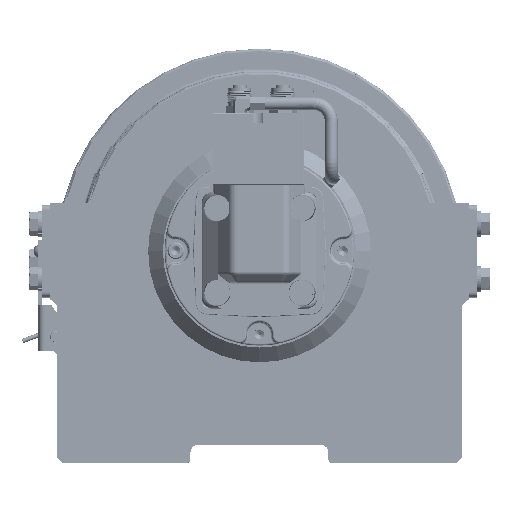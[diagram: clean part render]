
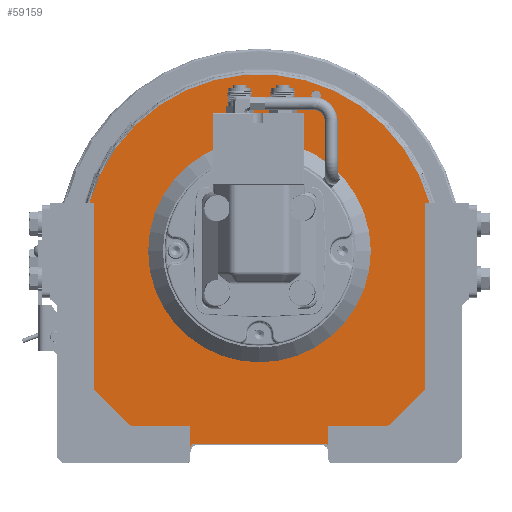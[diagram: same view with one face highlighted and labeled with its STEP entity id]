
A CAD part, top view. The second image highlights one B-rep face of the part: STEP entity #59159.
In plain terms, the highlighted planar face has unit normal (0, 0, 1).
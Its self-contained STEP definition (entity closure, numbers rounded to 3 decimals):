
#2160=FACE_BOUND('',#9556,.T.);
#2161=FACE_BOUND('',#9557,.T.);
#2730=PLANE('',#63781);
#6093=FACE_OUTER_BOUND('',#9555,.T.);
#9555=EDGE_LOOP('',(#45609,#45610,#45611,#45612,#45613,#45614,#45615,#45616,
#45617,#45618,#45619,#45620,#45621,#45622,#45623,#45624,#45625,#45626));
#9556=EDGE_LOOP('',(#45627,#45628));
#9557=EDGE_LOOP('',(#45629,#45630));
#13221=LINE('',#134786,#17103);
#13255=LINE('',#134884,#17137);
#13266=LINE('',#134938,#17148);
#13269=LINE('',#134956,#17151);
#13273=LINE('',#134963,#17155);
#13274=LINE('',#134966,#17156);
#13277=LINE('',#134973,#17159);
#13278=LINE('',#134979,#17160);
#13279=LINE('',#134982,#17161);
#13280=LINE('',#134986,#17162);
#13281=LINE('',#134989,#17163);
#17103=VECTOR('',#74635,1000.);
#17137=VECTOR('',#74693,1000.);
#17148=VECTOR('',#74710,1000.);
#17151=VECTOR('',#74715,1000.);
#17155=VECTOR('',#74721,1000.);
#17156=VECTOR('',#74724,1000.);
#17159=VECTOR('',#74729,1000.);
#17160=VECTOR('',#74736,1000.);
#17161=VECTOR('',#74739,1000.);
#17162=VECTOR('',#74742,1000.);
#17163=VECTOR('',#74745,1000.);
#20685=CIRCLE('',#63551,5.1);
#20686=CIRCLE('',#63552,5.1);
#20749=CIRCLE('',#63641,121.);
#20750=CIRCLE('',#63642,121.);
#20847=CIRCLE('',#63782,3.);
#20848=CIRCLE('',#63783,192.);
#20849=CIRCLE('',#63784,3.);
#20850=CIRCLE('',#63785,3.);
#20851=CIRCLE('',#63786,3.);
#20852=CIRCLE('',#63787,3.);
#20853=CIRCLE('',#63788,3.);
#25691=VERTEX_POINT('',#134291);
#25692=VERTEX_POINT('',#134293);
#25760=VERTEX_POINT('',#134475);
#25761=VERTEX_POINT('',#134476);
#25883=VERTEX_POINT('',#134784);
#25884=VERTEX_POINT('',#134785);
#25915=VERTEX_POINT('',#134872);
#25916=VERTEX_POINT('',#134883);
#25925=VERTEX_POINT('',#134935);
#25926=VERTEX_POINT('',#134937);
#25929=VERTEX_POINT('',#134953);
#25930=VERTEX_POINT('',#134955);
#25932=VERTEX_POINT('',#134961);
#25933=VERTEX_POINT('',#134965);
#25935=VERTEX_POINT('',#134971);
#25936=VERTEX_POINT('',#134972);
#25937=VERTEX_POINT('',#134976);
#25938=VERTEX_POINT('',#134978);
#25939=VERTEX_POINT('',#134981);
#25940=VERTEX_POINT('',#134983);
#25941=VERTEX_POINT('',#134985);
#25942=VERTEX_POINT('',#134987);
#33001=EDGE_CURVE('',#25691,#25692,#20685,.T.);
#33002=EDGE_CURVE('',#25692,#25691,#20686,.T.);
#33089=EDGE_CURVE('',#25760,#25761,#20749,.T.);
#33090=EDGE_CURVE('',#25761,#25760,#20750,.T.);
#33247=EDGE_CURVE('',#25883,#25884,#13221,.T.);
#33287=EDGE_CURVE('',#25916,#25915,#13255,.T.);
#33301=EDGE_CURVE('',#25926,#25925,#13266,.T.);
#33305=EDGE_CURVE('',#25930,#25929,#13269,.T.);
#33309=EDGE_CURVE('',#25925,#25932,#13273,.T.);
#33310=EDGE_CURVE('',#25933,#25916,#13274,.T.);
#33313=EDGE_CURVE('',#25935,#25936,#13277,.T.);
#33314=EDGE_CURVE('',#25936,#25933,#20847,.T.);
#33315=EDGE_CURVE('',#25915,#25926,#20848,.T.);
#33316=EDGE_CURVE('',#25932,#25937,#20849,.T.);
#33317=EDGE_CURVE('',#25937,#25938,#13278,.T.);
#33318=EDGE_CURVE('',#25938,#25883,#20850,.T.);
#33319=EDGE_CURVE('',#25884,#25939,#13279,.T.);
#33320=EDGE_CURVE('',#25939,#25940,#20851,.T.);
#33321=EDGE_CURVE('',#25941,#25940,#13280,.T.);
#33322=EDGE_CURVE('',#25941,#25942,#20852,.T.);
#33323=EDGE_CURVE('',#25942,#25930,#13281,.T.);
#33324=EDGE_CURVE('',#25929,#25935,#20853,.T.);
#45609=ORIENTED_EDGE('',*,*,#33313,.T.);
#45610=ORIENTED_EDGE('',*,*,#33314,.T.);
#45611=ORIENTED_EDGE('',*,*,#33310,.T.);
#45612=ORIENTED_EDGE('',*,*,#33287,.T.);
#45613=ORIENTED_EDGE('',*,*,#33315,.T.);
#45614=ORIENTED_EDGE('',*,*,#33301,.T.);
#45615=ORIENTED_EDGE('',*,*,#33309,.T.);
#45616=ORIENTED_EDGE('',*,*,#33316,.T.);
#45617=ORIENTED_EDGE('',*,*,#33317,.T.);
#45618=ORIENTED_EDGE('',*,*,#33318,.T.);
#45619=ORIENTED_EDGE('',*,*,#33247,.T.);
#45620=ORIENTED_EDGE('',*,*,#33319,.T.);
#45621=ORIENTED_EDGE('',*,*,#33320,.T.);
#45622=ORIENTED_EDGE('',*,*,#33321,.F.);
#45623=ORIENTED_EDGE('',*,*,#33322,.T.);
#45624=ORIENTED_EDGE('',*,*,#33323,.T.);
#45625=ORIENTED_EDGE('',*,*,#33305,.T.);
#45626=ORIENTED_EDGE('',*,*,#33324,.T.);
#45627=ORIENTED_EDGE('',*,*,#33089,.T.);
#45628=ORIENTED_EDGE('',*,*,#33090,.T.);
#45629=ORIENTED_EDGE('',*,*,#33002,.F.);
#45630=ORIENTED_EDGE('',*,*,#33001,.F.);
#59159=ADVANCED_FACE('',(#6093,#2160,#2161),#2730,.T.);
#63551=AXIS2_PLACEMENT_3D('',#134294,#74123,#74124);
#63552=AXIS2_PLACEMENT_3D('',#134295,#74125,#74126);
#63641=AXIS2_PLACEMENT_3D('',#134477,#74327,#74328);
#63642=AXIS2_PLACEMENT_3D('',#134478,#74329,#74330);
#63781=AXIS2_PLACEMENT_3D('',#134970,#74727,#74728);
#63782=AXIS2_PLACEMENT_3D('',#134974,#74730,#74731);
#63783=AXIS2_PLACEMENT_3D('',#134975,#74732,#74733);
#63784=AXIS2_PLACEMENT_3D('',#134977,#74734,#74735);
#63785=AXIS2_PLACEMENT_3D('',#134980,#74737,#74738);
#63786=AXIS2_PLACEMENT_3D('',#134984,#74740,#74741);
#63787=AXIS2_PLACEMENT_3D('',#134988,#74743,#74744);
#63788=AXIS2_PLACEMENT_3D('',#134990,#74746,#74747);
#74123=DIRECTION('center_axis',(0.,0.,1.));
#74124=DIRECTION('ref_axis',(1.,0.,0.));
#74125=DIRECTION('center_axis',(0.,0.,1.));
#74126=DIRECTION('ref_axis',(1.,0.,0.));
#74327=DIRECTION('center_axis',(0.,0.,-1.));
#74328=DIRECTION('ref_axis',(1.,0.,0.));
#74329=DIRECTION('center_axis',(0.,0.,-1.));
#74330=DIRECTION('ref_axis',(1.,0.,0.));
#74635=DIRECTION('',(1.,0.,0.));
#74693=DIRECTION('',(1.,0.,0.));
#74710=DIRECTION('',(1.,0.,0.));
#74715=DIRECTION('',(1.,0.,0.));
#74721=DIRECTION('',(0.,-1.,0.));
#74724=DIRECTION('',(0.,1.,0.));
#74727=DIRECTION('center_axis',(0.,0.,1.));
#74728=DIRECTION('ref_axis',(1.,0.,0.));
#74729=DIRECTION('',(0.707,0.707,0.));
#74730=DIRECTION('center_axis',(0.,0.,1.));
#74731=DIRECTION('ref_axis',(1.,0.,0.));
#74732=DIRECTION('center_axis',(0.,0.,1.));
#74733=DIRECTION('ref_axis',(1.,0.,0.));
#74734=DIRECTION('center_axis',(0.,0.,1.));
#74735=DIRECTION('ref_axis',(1.,0.,0.));
#74736=DIRECTION('',(0.707,-0.707,0.));
#74737=DIRECTION('center_axis',(0.,0.,1.));
#74738=DIRECTION('ref_axis',(1.,0.,0.));
#74739=DIRECTION('',(0.,-1.,0.));
#74740=DIRECTION('center_axis',(0.,0.,-1.));
#74741=DIRECTION('ref_axis',(1.,0.,0.));
#74742=DIRECTION('',(-1.,0.,0.));
#74743=DIRECTION('center_axis',(0.,0.,-1.));
#74744=DIRECTION('ref_axis',(1.,0.,0.));
#74745=DIRECTION('',(0.,1.,0.));
#74746=DIRECTION('center_axis',(0.,0.,1.));
#74747=DIRECTION('ref_axis',(1.,0.,0.));
#134291=CARTESIAN_POINT('',(56.464,169.145,56.));
#134293=CARTESIAN_POINT('',(66.664,169.145,56.));
#134294=CARTESIAN_POINT('Origin',(61.564,169.145,56.));
#134295=CARTESIAN_POINT('Origin',(61.564,169.145,56.));
#134475=CARTESIAN_POINT('',(-121.,0.,56.));
#134476=CARTESIAN_POINT('',(121.,0.,56.));
#134477=CARTESIAN_POINT('Origin',(0.,0.,56.));
#134478=CARTESIAN_POINT('Origin',(0.,0.,56.));
#134784=CARTESIAN_POINT('',(-138.757,-190.,56.));
#134785=CARTESIAN_POINT('',(-75.,-190.,56.));
#134786=CARTESIAN_POINT('',(-180.,-190.,56.));
#134872=CARTESIAN_POINT('',(184.683,52.5,56.));
#134883=CARTESIAN_POINT('',(180.,52.5,56.));
#134884=CARTESIAN_POINT('',(213.644,52.5,56.));
#134935=CARTESIAN_POINT('',(-180.,52.5,56.));
#134937=CARTESIAN_POINT('',(-184.683,52.5,56.));
#134938=CARTESIAN_POINT('',(-213.644,52.5,56.));
#134953=CARTESIAN_POINT('',(138.757,-190.,56.));
#134955=CARTESIAN_POINT('',(75.,-190.,56.));
#134956=CARTESIAN_POINT('',(-180.,-190.,56.));
#134961=CARTESIAN_POINT('',(-180.,-148.757,56.));
#134963=CARTESIAN_POINT('',(-180.,52.5,56.));
#134965=CARTESIAN_POINT('',(180.,-148.757,56.));
#134966=CARTESIAN_POINT('',(180.,-190.,56.));
#134970=CARTESIAN_POINT('Origin',(0.,0.,56.));
#134971=CARTESIAN_POINT('',(140.879,-189.121,56.));
#134972=CARTESIAN_POINT('',(179.121,-150.879,56.));
#134973=CARTESIAN_POINT('',(165.,-165.,56.));
#134974=CARTESIAN_POINT('Origin',(177.,-148.757,56.));
#134975=CARTESIAN_POINT('Origin',(0.,0.,56.));
#134976=CARTESIAN_POINT('',(-179.121,-150.879,56.));
#134977=CARTESIAN_POINT('Origin',(-177.,-148.757,56.));
#134978=CARTESIAN_POINT('',(-140.879,-189.121,56.));
#134979=CARTESIAN_POINT('',(-165.,-165.,56.));
#134980=CARTESIAN_POINT('Origin',(-138.757,-187.,56.));
#134981=CARTESIAN_POINT('',(-75.,-213.,56.));
#134982=CARTESIAN_POINT('',(-75.,-254.086,56.));
#134983=CARTESIAN_POINT('',(-72.,-210.,56.));
#134984=CARTESIAN_POINT('Origin',(-72.,-213.,56.));
#134985=CARTESIAN_POINT('',(72.,-210.,56.));
#134986=CARTESIAN_POINT('',(75.,-210.,56.));
#134987=CARTESIAN_POINT('',(75.,-213.,56.));
#134988=CARTESIAN_POINT('Origin',(72.,-213.,56.));
#134989=CARTESIAN_POINT('',(75.,-254.086,56.));
#134990=CARTESIAN_POINT('Origin',(138.757,-187.,56.));
